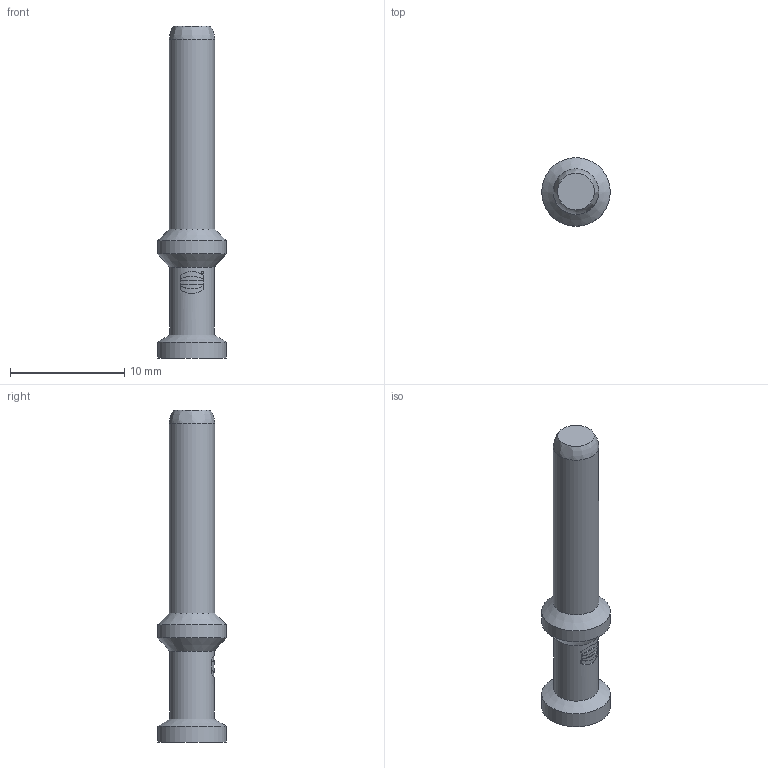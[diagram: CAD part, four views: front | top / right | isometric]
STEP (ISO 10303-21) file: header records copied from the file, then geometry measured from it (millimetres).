
FILE_DESCRIPTION(/* description */ (''),/* implementation_level */ '2;1');
FILE_NAME(/* name */ '100095402ugm000_d.stp',/* time_stamp */ '2022-03-11T10:09:02+01:00',/* author */ (''),/* organization */ (''),/* preprocessor_version */ 'ST-DEVELOPER v16.7',/* originating_system */ 'SIEMENS PLM Software NX 1911',/* authorisation */ '');
FILE_SCHEMA (('AUTOMOTIVE_DESIGN { 1 0 10303 214 3 1 1 1 }'));
Length unit declared in the file: millimetre
Products named in the file (1): 100095402ugm000_d
Bounding box: 5.99 x 5.99 x 29 mm (x, y, z)
Volume: 340.3 mm3; surface area: 537.2 mm2
Topology: 1 solids, 5 shells, 51 faces, 104 edges, 68 vertices
Faces by surface type: cylinder 23, plane 22, cone 5, bspline 1
Full cylindrical faces by diameter (mm): 0.197 x2, 2.88 x1, 3.9 x1, 3.97 x1, 5.99 x2
Entity records: 1760 total; most frequent: CARTESIAN_POINT 470, DIRECTION 199, ORIENTED_EDGE 176, EDGE_CURVE 88, AXIS2_PLACEMENT_3D 77, EDGE_LOOP 68, VERTEX_POINT 65, ADVANCED_FACE 51
